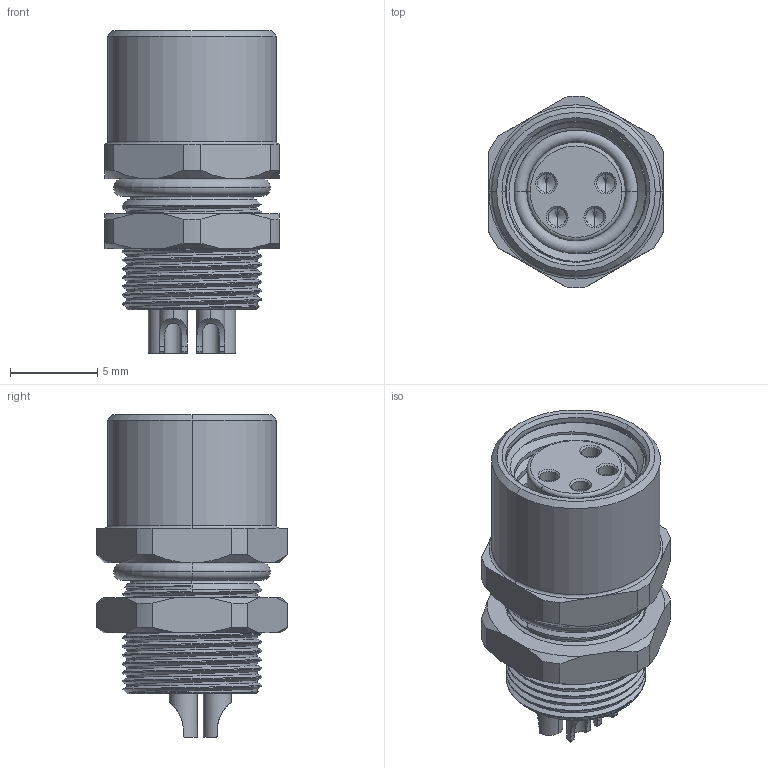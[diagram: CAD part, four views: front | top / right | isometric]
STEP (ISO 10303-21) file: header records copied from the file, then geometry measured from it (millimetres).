
FILE_DESCRIPTION((''),'2;1');
FILE_NAME('4P-K14','2025-09-10T',('gongcheng16'),(''),'PRO/ENGINEER BY PARAMETRIC TECHNOLOGY CORPORATION, 2010280','PRO/ENGINEER BY PARAMETRIC TECHNOLOGY CORPORATION, 2010280','');
FILE_SCHEMA(('CONFIG_CONTROL_DESIGN'));
Length unit declared in the file: millimetre
Products named in the file (1): 4P-K14
Bounding box: 10 x 10.99 x 18.5 mm (x, y, z)
Volume: 253.2 mm3; surface area: 2435.2 mm2
Topology: 1 solids, 10 shells, 466 faces, 1140 edges, 709 vertices
Faces by surface type: cylinder 181, plane 145, cone 92, torus 24, bspline 24
Entity records: 20396 total; most frequent: CARTESIAN_POINT 9588, ORIENTED_EDGE 2248, DIRECTION 2230, EDGE_CURVE 1124, AXIS2_PLACEMENT_3D 875, VERTEX_POINT 709, EDGE_LOOP 513, VECTOR 480
